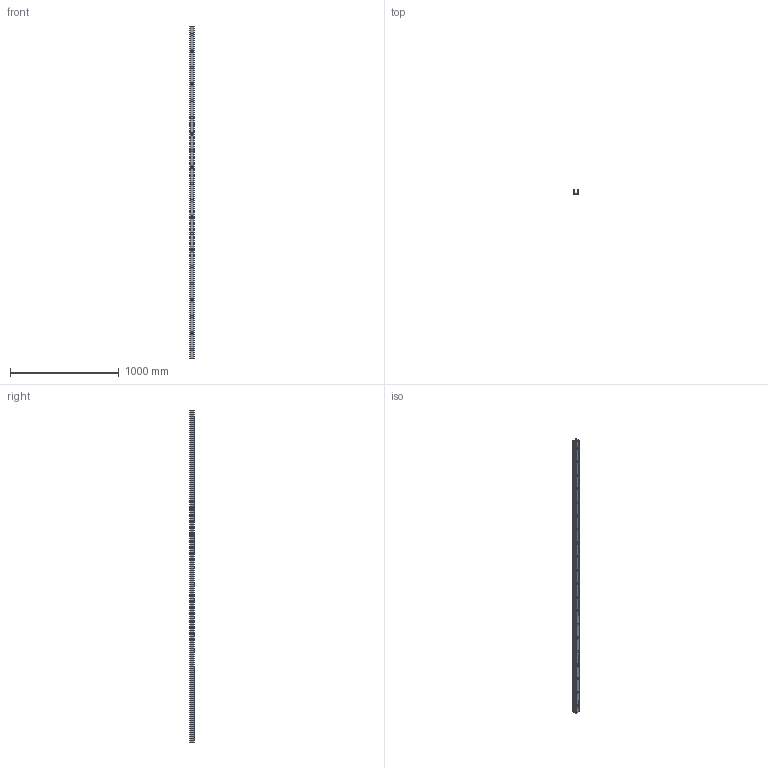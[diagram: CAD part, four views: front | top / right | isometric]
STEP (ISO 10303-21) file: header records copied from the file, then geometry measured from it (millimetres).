
FILE_DESCRIPTION(('TurboCAD Mac Pro'),'Build 980');
FILE_NAME('P2000KO.stp',' ',(''),(''),'ACIS Interop','IMSI','TurboCAD Mac Pro BY IMSI, INCORPORATED');
FILE_SCHEMA(('automotive_design'));
Length unit declared in the file: inch
Products named in the file (1): 1
Bounding box: 41.27 x 41.27 x 3048 mm (x, y, z)
Volume: 668927.7 mm3; surface area: 904921 mm2
Topology: 1 solids, 1 shells, 254 faces, 636 edges, 424 vertices
Faces by surface type: bspline 186, plane 66, cylinder 2
Entity records: 10596 total; most frequent: CARTESIAN_POINT 3721, ORIENTED_EDGE 1272, EDGE_CURVE 636, VERTEX_POINT 424, DIRECTION 414, B_SPLINE_CURVE_WITH_KNOTS 368, EDGE_LOOP 294, LINE 260
